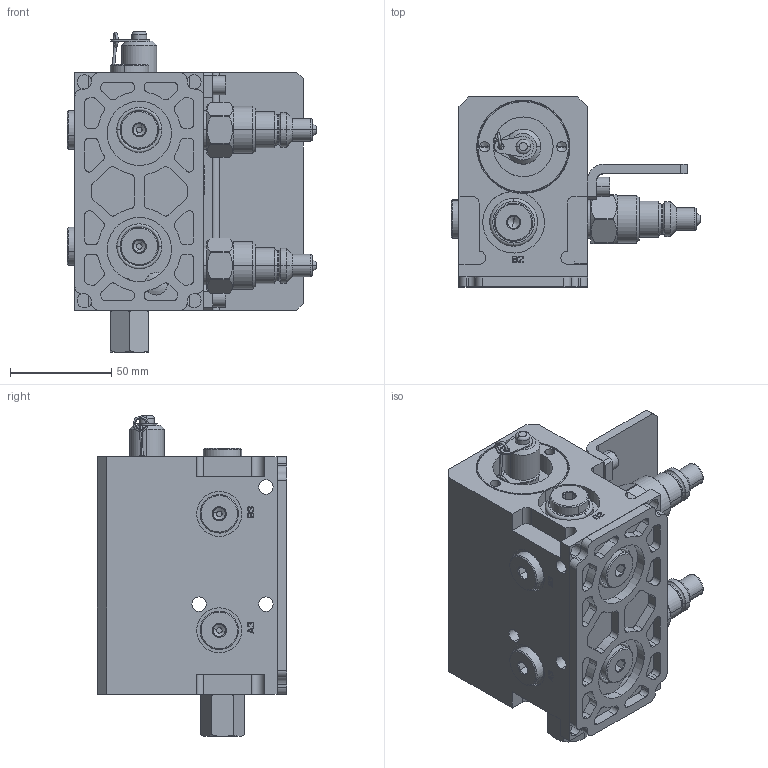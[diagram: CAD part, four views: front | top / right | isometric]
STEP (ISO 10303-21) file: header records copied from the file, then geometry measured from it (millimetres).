
FILE_DESCRIPTION((''),'2;1');
FILE_NAME('ILCM45600728','2018-08-31T',('dg'),(''),'PRO/ENGINEER BY PARAMETRIC TECHNOLOGY CORPORATION, 2013320','PRO/ENGINEER BY PARAMETRIC TECHNOLOGY CORPORATION, 2013320','');
FILE_SCHEMA(('CONFIG_CONTROL_DESIGN'));
Length unit declared in the file: inch
Products named in the file (4): ILCM45600728; 45600511; 30871966
Assembly tree (3 placements, depth 2):
  ILCM45600728
    ILCM45600728
    45600511
    30871966
Bounding box: 123.18 x 93.73 x 158.42 mm (x, y, z)
Volume: 719933.4 mm3; surface area: 101876.8 mm2
Topology: 4 solids, 6 shells, 1273 faces, 3294 edges, 2111 vertices
Faces by surface type: plane 780, cylinder 285, cone 164, torus 42, sphere 2
Entity records: 42773 total; most frequent: CARTESIAN_POINT 11042, ORIENTED_EDGE 6560, DIRECTION 6547, EDGE_CURVE 3284, VECTOR 2317, LINE 2317, AXIS2_PLACEMENT_3D 2115, VERTEX_POINT 2111
